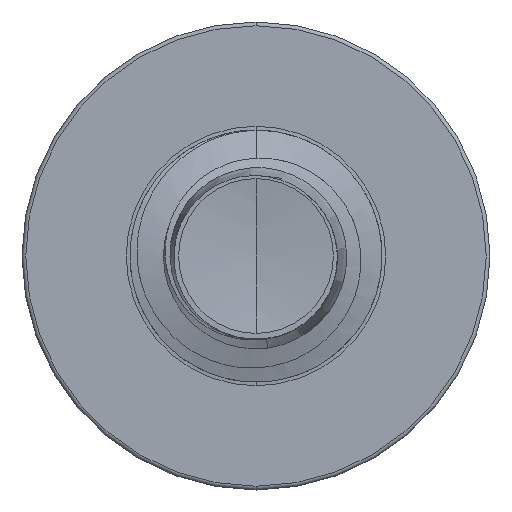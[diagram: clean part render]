
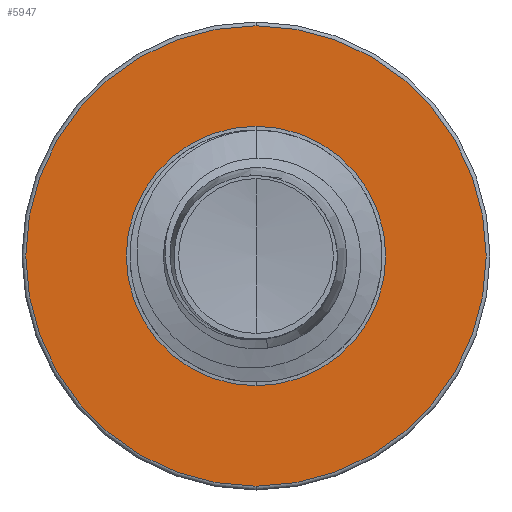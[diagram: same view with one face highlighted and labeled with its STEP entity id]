
A CAD part, front view. The second image highlights one B-rep face of the part: STEP entity #5947.
In plain terms, the highlighted planar face has unit normal (0, -1, 0).
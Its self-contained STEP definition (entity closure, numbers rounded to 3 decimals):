
#572 = DIRECTION ( 'NONE',  ( 0., 0., 1. ) ) ;
#576 = EDGE_CURVE ( 'NONE', #8409, #2065, #3205, .T. ) ;
#602 = EDGE_CURVE ( 'NONE', #5257, #5374, #8083, .T. ) ;
#750 = CIRCLE ( 'NONE', #7404, 0.721 ) ;
#2065 = VERTEX_POINT ( 'NONE', #7813 ) ;
#3205 = CIRCLE ( 'NONE', #8289, 0.721 ) ;
#3310 = DIRECTION ( 'NONE',  ( 0., 0., 1. ) ) ;
#3326 = DIRECTION ( 'NONE',  ( 0., 1., 0. ) ) ;
#3356 = CARTESIAN_POINT ( 'NONE',  ( 0., 1.75, 0. ) ) ;
#3522 = DIRECTION ( 'NONE',  ( 0., 0., 1. ) ) ;
#3565 = DIRECTION ( 'NONE',  ( 0., 1., 0. ) ) ;
#3602 = CARTESIAN_POINT ( 'NONE',  ( 0., 1.75, 0. ) ) ;
#3973 = EDGE_LOOP ( 'NONE', ( #5946, #9294 ) ) ;
#4783 = CARTESIAN_POINT ( 'NONE',  ( 0., 1.75, 1.279 ) ) ;
#4831 = CARTESIAN_POINT ( 'NONE',  ( 0., 1.75, -1.279 ) ) ;
#5197 = CARTESIAN_POINT ( 'NONE',  ( 0., 1.75, 0. ) ) ;
#5236 = FACE_OUTER_BOUND ( 'NONE', #7665, .T. ) ;
#5257 = VERTEX_POINT ( 'NONE', #4831 ) ;
#5374 = VERTEX_POINT ( 'NONE', #4783 ) ;
#5481 = CARTESIAN_POINT ( 'NONE',  ( 0., 1.75, 0.721 ) ) ;
#5728 = DIRECTION ( 'NONE',  ( 0., 1., 0. ) ) ;
#5870 = DIRECTION ( 'NONE',  ( 0., 0., 1. ) ) ;
#5946 = ORIENTED_EDGE ( 'NONE', *, *, #576, .T. ) ;
#5947 = ADVANCED_FACE ( 'NONE', ( #5236, #8355 ), #9662, .F. ) ;
#6961 = ORIENTED_EDGE ( 'NONE', *, *, #602, .F. ) ;
#7316 = AXIS2_PLACEMENT_3D ( 'NONE', #9561, #5728, #572 ) ;
#7404 = AXIS2_PLACEMENT_3D ( 'NONE', #5197, #9762, #5870 ) ;
#7620 = CIRCLE ( 'NONE', #7316, 1.279 ) ;
#7665 = EDGE_LOOP ( 'NONE', ( #8297, #6961 ) ) ;
#7785 = AXIS2_PLACEMENT_3D ( 'NONE', #9677, #8909, #8917 ) ;
#7813 = CARTESIAN_POINT ( 'NONE',  ( 0., 1.75, -0.721 ) ) ;
#8083 = CIRCLE ( 'NONE', #8264, 1.279 ) ;
#8264 = AXIS2_PLACEMENT_3D ( 'NONE', #3356, #3326, #3310 ) ;
#8289 = AXIS2_PLACEMENT_3D ( 'NONE', #3602, #3565, #3522 ) ;
#8297 = ORIENTED_EDGE ( 'NONE', *, *, #8457, .F. ) ;
#8341 = EDGE_CURVE ( 'NONE', #2065, #8409, #750, .T. ) ;
#8355 = FACE_BOUND ( 'NONE', #3973, .T. ) ;
#8409 = VERTEX_POINT ( 'NONE', #5481 ) ;
#8457 = EDGE_CURVE ( 'NONE', #5374, #5257, #7620, .T. ) ;
#8909 = DIRECTION ( 'NONE',  ( 0., 1., 0. ) ) ;
#8917 = DIRECTION ( 'NONE',  ( 0., 0., 1. ) ) ;
#9294 = ORIENTED_EDGE ( 'NONE', *, *, #8341, .T. ) ;
#9561 = CARTESIAN_POINT ( 'NONE',  ( 0., 1.75, 0. ) ) ;
#9662 = PLANE ( 'NONE',  #7785 ) ;
#9677 = CARTESIAN_POINT ( 'NONE',  ( 0., 1.75, -0.721 ) ) ;
#9762 = DIRECTION ( 'NONE',  ( 0., 1., 0. ) ) ;
